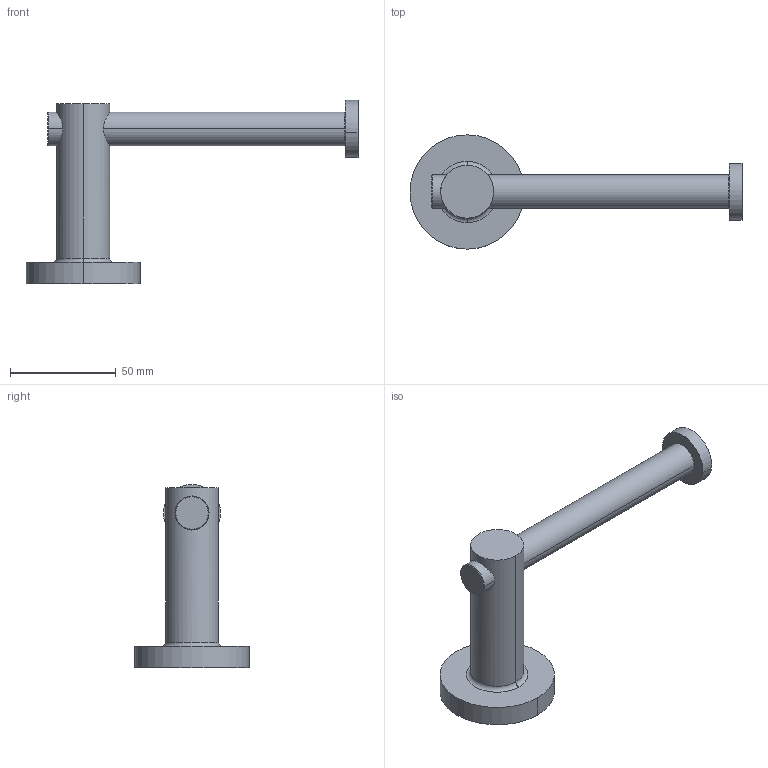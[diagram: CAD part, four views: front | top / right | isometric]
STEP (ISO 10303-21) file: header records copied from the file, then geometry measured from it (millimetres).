
FILE_DESCRIPTION (( 'STEP AP214' ), '1' );
FILE_NAME ('SUSSEX_SCALA_SSTRH_straight_toilet_roll_holder_shell.STEP', '2021-05-13T00:18:10', ( '' ), ( '' ), 'SwSTEP 2.0', 'SolidWorks 2020', '' );
FILE_SCHEMA (( 'AUTOMOTIVE_DESIGN' ));
Length unit declared in the file: millimetre
Products named in the file (1): SUSSEX_SCALA_SSTRH_straight_toilet_roll_holder_shell
Bounding box: 156.8 x 54 x 86.48 mm (x, y, z)
Volume: 86246.9 mm3; surface area: 21832 mm2
Topology: 3 solids, 3 shells, 23 faces, 42 edges, 26 vertices
Faces by surface type: cylinder 10, plane 7, cone 4, torus 2
Entity records: 788 total; most frequent: CARTESIAN_POINT 260, DIRECTION 110, ORIENTED_EDGE 84, AXIS2_PLACEMENT_3D 48, EDGE_CURVE 42, EDGE_LOOP 26, VERTEX_POINT 26, CIRCLE 24
